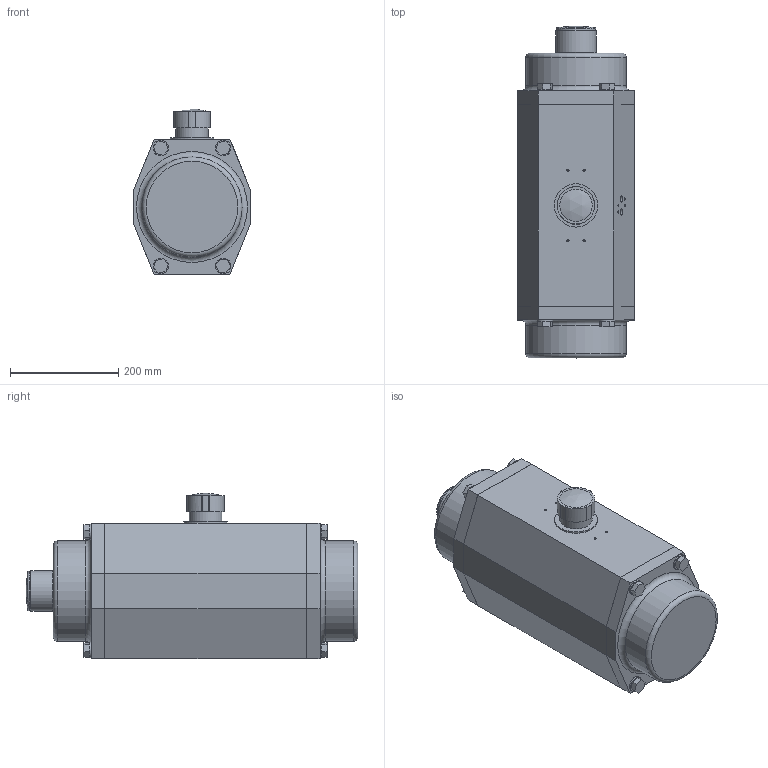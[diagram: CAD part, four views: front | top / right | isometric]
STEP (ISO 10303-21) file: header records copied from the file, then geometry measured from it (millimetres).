
FILE_DESCRIPTION( ( 'STEP AP214' ), '1' );
FILE_NAME( ' ', ' ', ( ' ' ), ( ' ' ), 'PSStep 11.0', 'VISI 17.0', ' ' );
FILE_SCHEMA( ( 'AUTOMOTIVE_DESIGN { 1 0 10303 214 1 1 1 1 }' ) );
Length unit declared in the file: millimetre
Products named in the file (1): 1
Bounding box: 215 x 613 x 305.44 mm (x, y, z)
Volume: 23923713.1 mm3; surface area: 559832.1 mm2
Topology: 1 solids, 1 shells, 188 faces, 464 edges, 306 vertices
Faces by surface type: plane 129, cylinder 36, cone 16, torus 5, sphere 2
Full cylindrical faces by diameter (mm): 4.2 x8, 11.445 x2, 14 x4, 29 x8, 60 x1, 69 x1, 73 x1, 75 x1, 80 x1, 81 x1, 89.5 x1, 100 x1, 185 x2
Entity records: 6569 total; most frequent: CARTESIAN_POINT 863, DIRECTION 846, ORIENTED_EDGE 764, EDGE_CURVE 382, LINE 296, VECTOR 296, VERTEX_POINT 292, AXIS2_PLACEMENT_3D 275
